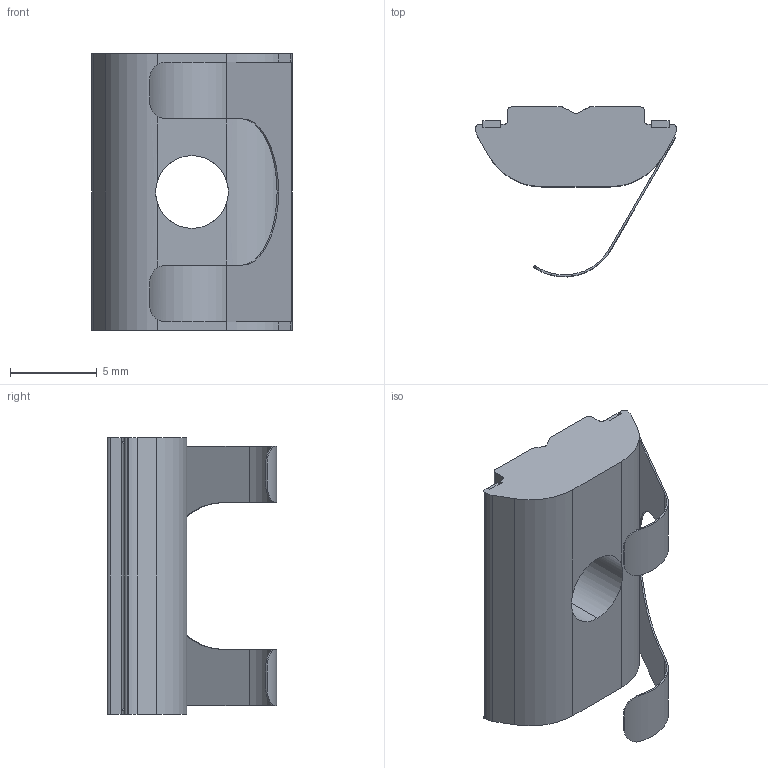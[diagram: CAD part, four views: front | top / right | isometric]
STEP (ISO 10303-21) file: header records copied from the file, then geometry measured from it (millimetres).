
FILE_DESCRIPTION(('FreeCAD Model'),'2;1');
FILE_NAME('Open CASCADE Shape Model','2024-03-19T12:32:33',(''),(''), 'Open CASCADE STEP processor 7.6','FreeCAD','Unknown');
FILE_SCHEMA(('AUTOMOTIVE_DESIGN { 1 0 10303 214 1 1 1 1 }'));
Length unit declared in the file: millimetre
Products named in the file (1): STB8-ERM5
Bounding box: 11.6 x 9.8 x 16 mm (x, y, z)
Volume: 626.7 mm3; surface area: 747.7 mm2
Topology: 1 solids, 1 shells, 84 faces, 240 edges, 156 vertices
Faces by surface type: plane 56, cylinder 28
Entity records: 6871 total; most frequent: CARTESIAN_POINT 2177, DIRECTION 847, LINE 566, VECTOR 566, ORIENTED_EDGE 480, PCURVE 480, DEFINITIONAL_REPRESENTATION 480, EDGE_CURVE 240
